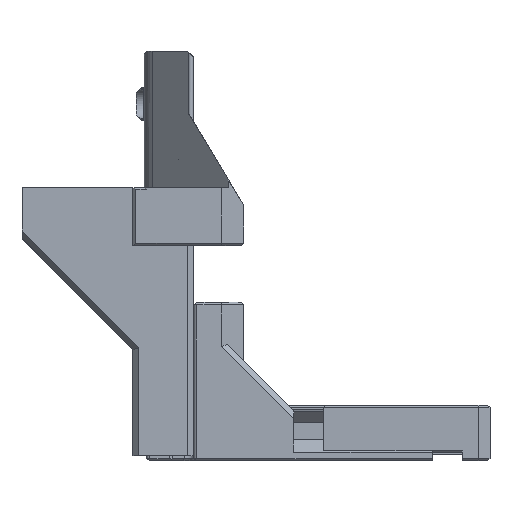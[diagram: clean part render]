
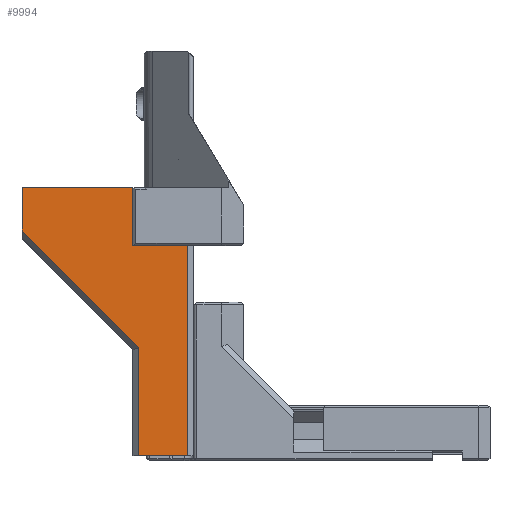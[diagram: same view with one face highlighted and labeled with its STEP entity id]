
A CAD part, left-side view. The second image highlights one B-rep face of the part: STEP entity #9994.
In plain terms, the highlighted planar face has unit normal (-1, 0, 0).
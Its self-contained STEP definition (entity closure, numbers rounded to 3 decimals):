
#48=(
BOUNDED_CURVE()
B_SPLINE_CURVE(2,(#16392,#16393,#16394),.UNSPECIFIED.,.F.,.F.)
B_SPLINE_CURVE_WITH_KNOTS((3,3),(0.,0.146),.UNSPECIFIED.)
CURVE()
GEOMETRIC_REPRESENTATION_ITEM()
RATIONAL_B_SPLINE_CURVE((1.,1.01,1.))
REPRESENTATION_ITEM('')
);
#868=FACE_OUTER_BOUND('',#1414,.T.);
#1414=EDGE_LOOP('',(#8598,#8599,#8600,#8601,#8602,#8603,#8604,#8605,#8606,
#8607));
#2446=LINE('',#15948,#3629);
#2452=LINE('',#15959,#3635);
#2484=LINE('',#16373,#3667);
#2491=LINE('',#16389,#3674);
#2493=LINE('',#16402,#3676);
#2494=LINE('',#16404,#3677);
#2495=LINE('',#16406,#3678);
#2496=LINE('',#16407,#3679);
#2497=LINE('',#16408,#3680);
#3629=VECTOR('',#13064,10.);
#3635=VECTOR('',#13072,1.);
#3667=VECTOR('',#13162,1.);
#3674=VECTOR('',#13171,1.);
#3676=VECTOR('',#13183,1.);
#3677=VECTOR('',#13184,1.);
#3678=VECTOR('',#13185,1.);
#3679=VECTOR('',#13186,1.);
#3680=VECTOR('',#13187,10.);
#4602=VERTEX_POINT('',#15946);
#4603=VERTEX_POINT('',#15947);
#4607=VERTEX_POINT('',#15957);
#4648=VERTEX_POINT('',#16369);
#4650=VERTEX_POINT('',#16372);
#4657=VERTEX_POINT('',#16386);
#4658=VERTEX_POINT('',#16388);
#4661=VERTEX_POINT('',#16401);
#4662=VERTEX_POINT('',#16403);
#4663=VERTEX_POINT('',#16405);
#5929=EDGE_CURVE('',#4602,#4603,#2446,.T.);
#5935=EDGE_CURVE('',#4607,#4602,#2452,.T.);
#5994=EDGE_CURVE('',#4648,#4650,#2484,.T.);
#6002=EDGE_CURVE('',#4657,#4658,#2491,.T.);
#6004=EDGE_CURVE('',#4658,#4648,#48,.T.);
#6008=EDGE_CURVE('',#4607,#4661,#2493,.T.);
#6009=EDGE_CURVE('',#4662,#4661,#2494,.T.);
#6010=EDGE_CURVE('',#4662,#4663,#2495,.T.);
#6011=EDGE_CURVE('',#4650,#4663,#2496,.T.);
#6012=EDGE_CURVE('',#4657,#4603,#2497,.T.);
#8598=ORIENTED_EDGE('',*,*,#5935,.F.);
#8599=ORIENTED_EDGE('',*,*,#6008,.T.);
#8600=ORIENTED_EDGE('',*,*,#6009,.F.);
#8601=ORIENTED_EDGE('',*,*,#6010,.T.);
#8602=ORIENTED_EDGE('',*,*,#6011,.F.);
#8603=ORIENTED_EDGE('',*,*,#5994,.F.);
#8604=ORIENTED_EDGE('',*,*,#6004,.F.);
#8605=ORIENTED_EDGE('',*,*,#6002,.F.);
#8606=ORIENTED_EDGE('',*,*,#6012,.T.);
#8607=ORIENTED_EDGE('',*,*,#5929,.F.);
#9487=PLANE('',#10789);
#9994=ADVANCED_FACE('',(#868),#9487,.F.);
#10789=AXIS2_PLACEMENT_3D('',#16400,#13181,#13182);
#13064=DIRECTION('',(0.,0.707,0.707));
#13072=DIRECTION('',(0.,0.,1.));
#13162=DIRECTION('',(0.,-1.,0.));
#13171=DIRECTION('',(0.,-1.,0.));
#13181=DIRECTION('center_axis',(1.,0.,0.));
#13182=DIRECTION('ref_axis',(0.,-1.,0.));
#13183=DIRECTION('',(0.,-1.,0.));
#13184=DIRECTION('',(0.,0.,-1.));
#13185=DIRECTION('',(0.,1.,0.));
#13186=DIRECTION('',(0.,0.,-1.));
#13187=DIRECTION('',(0.,0.,-1.));
#15946=CARTESIAN_POINT('',(26.871,75.4,7.56));
#15947=CARTESIAN_POINT('',(26.871,96.423,28.584));
#15948=CARTESIAN_POINT('',(26.871,77.362,9.523));
#15957=CARTESIAN_POINT('',(26.871,75.4,-11.954));
#15959=CARTESIAN_POINT('',(26.871,75.4,41.276));
#16369=CARTESIAN_POINT('',(26.871,83.694,36.403));
#16372=CARTESIAN_POINT('',(26.871,76.5,36.403));
#16373=CARTESIAN_POINT('',(26.871,67.713,36.403));
#16386=CARTESIAN_POINT('',(26.871,96.423,36.403));
#16388=CARTESIAN_POINT('',(26.871,85.152,36.403));
#16389=CARTESIAN_POINT('',(26.871,67.713,36.403));
#16392=CARTESIAN_POINT('Ctrl Pts',(26.871,85.152,36.403));
#16393=CARTESIAN_POINT('Ctrl Pts',(26.871,84.423,36.303));
#16394=CARTESIAN_POINT('Ctrl Pts',(26.871,83.694,36.403));
#16400=CARTESIAN_POINT('Origin',(26.871,56.277,51.507));
#16401=CARTESIAN_POINT('',(26.871,66.55,-11.954));
#16402=CARTESIAN_POINT('',(26.871,60.838,-11.954));
#16403=CARTESIAN_POINT('',(26.871,66.55,25.96));
#16404=CARTESIAN_POINT('',(26.871,66.55,41.276));
#16405=CARTESIAN_POINT('',(26.871,76.5,25.96));
#16406=CARTESIAN_POINT('',(26.871,66.464,25.96));
#16407=CARTESIAN_POINT('',(26.871,76.5,40.255));
#16408=CARTESIAN_POINT('',(26.871,96.423,43.955));
